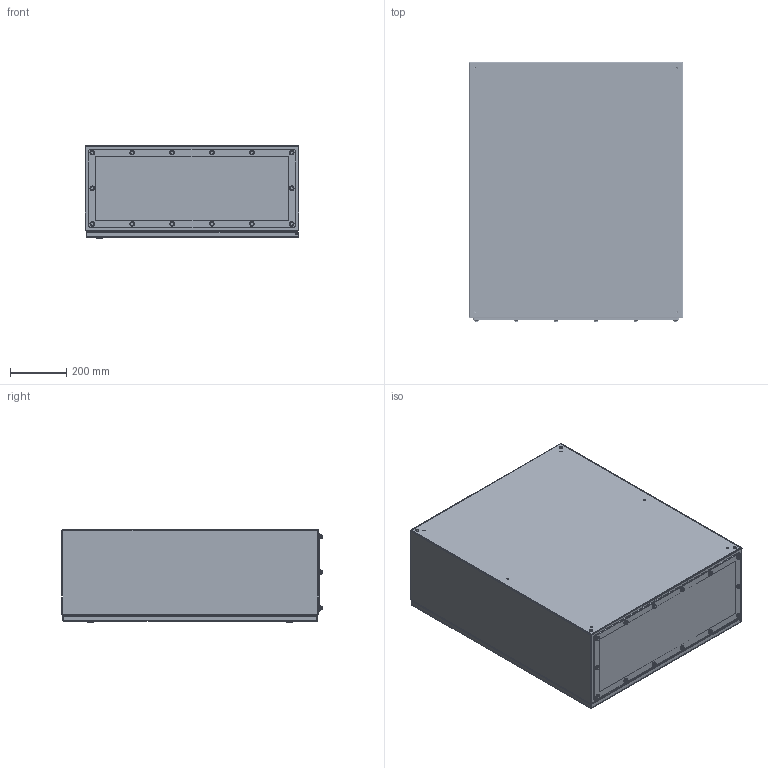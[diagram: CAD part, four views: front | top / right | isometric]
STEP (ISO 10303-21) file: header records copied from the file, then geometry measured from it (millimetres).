
FILE_DESCRIPTION (( 'STEP AP214' ), '1' );
FILE_NAME ('N412363012CGP.STEP', '2020-05-20T19:15:23', ( '' ), ( '' ), 'SwSTEP 2.0', 'SolidWorks 2019', '' );
FILE_SCHEMA (( 'AUTOMOTIVE_DESIGN' ));
Length unit declared in the file: inch
Products named in the file (1): N412363012CGP
Bounding box: 762 x 927.6 x 331.31 mm (x, y, z)
Volume: 5596690.7 mm3; surface area: 5591582.1 mm2
Topology: 115 solids, 115 shells, 3255 faces, 7637 edges, 4645 vertices
Faces by surface type: plane 1273, cylinder 1000, cone 600, bspline 314, torus 68
Full cylindrical faces by diameter (mm): 2.362 x6, 3.317 x102, 3.5 x6, 3.962 x3, 4.064 x12, 4.166 x102, 4.25 x6, 4.572 x9, 4.775 x8, 5 x2, 5.359 x14, 5.969 x14, 6 x2, 6.35 x28, 6.502 x6, 6.985 x14, 7.137 x42, 7.366 x14, 8.128 x6, 8.382 x12, 8.56 x2, 8.89 x9, 9.144 x6, 9.9 x2, 10 x4, 10.2 x2, 11.05 x2, 11.112 x2, 11.113 x2, 11.125 x14
Entity records: 146912 total; most frequent: CARTESIAN_POINT 37087, DIRECTION 13119, ORIENTED_EDGE 12610, EDGE_CURVE 6305, AXIS2_PLACEMENT_3D 5229, EDGE_LOOP 4517, VERTEX_POINT 4254, FACE_OUTER_BOUND 3822
